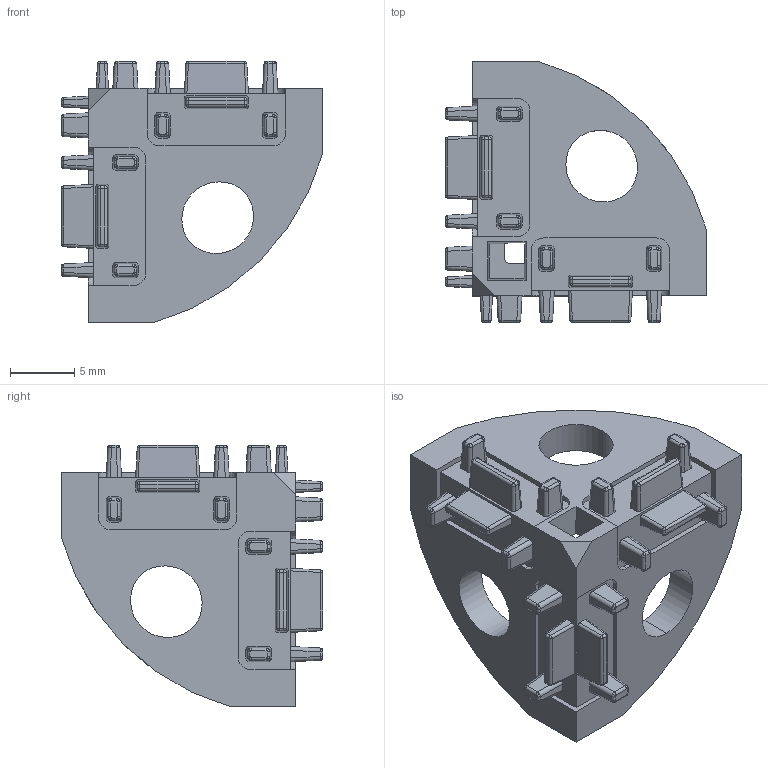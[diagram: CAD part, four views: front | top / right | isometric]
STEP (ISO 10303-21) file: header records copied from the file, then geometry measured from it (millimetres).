
FILE_DESCRIPTION (( 'STEP AP214' ), '1' );
FILE_NAME ('093we201n05.STEP', '2014-08-21T05:46:38', ( '' ), ( '' ), 'SwSTEP 2.0', 'SolidWorks 2014', '' );
FILE_SCHEMA (( 'AUTOMOTIVE_DESIGN' ));
Length unit declared in the file: millimetre
Products named in the file (1): 093we201n05
Bounding box: 20.4 x 20.4 x 20.4 mm (x, y, z)
Volume: 1551.4 mm3; surface area: 1932.8 mm2
Topology: 1 solids, 1 shells, 415 faces, 1028 edges, 624 vertices
Faces by surface type: cylinder 169, plane 123, bspline 96, sphere 27
Entity records: 12748 total; most frequent: CARTESIAN_POINT 3914, ORIENTED_EDGE 2040, DIRECTION 1670, EDGE_CURVE 1020, VERTEX_POINT 624, AXIS2_PLACEMENT_3D 596, VECTOR 478, LINE 478
